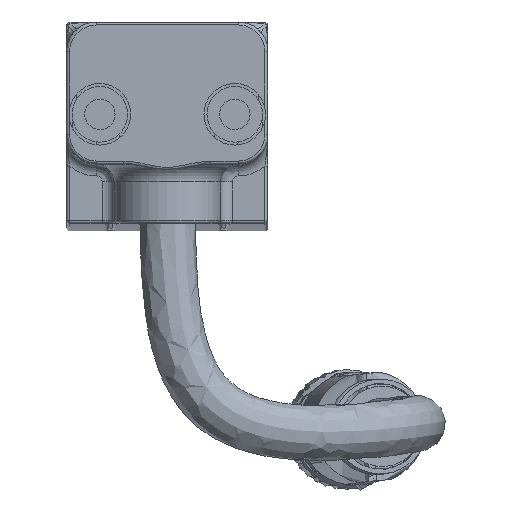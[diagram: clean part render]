
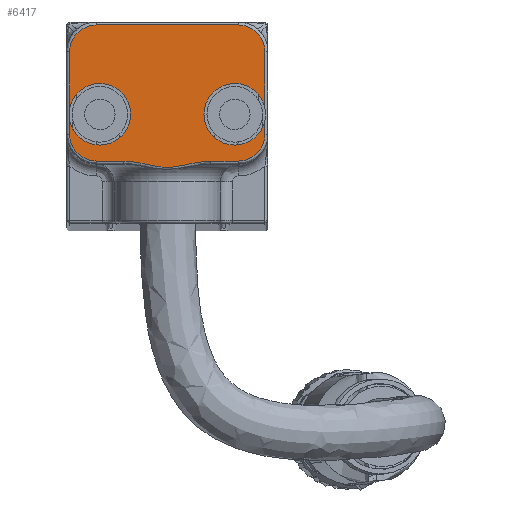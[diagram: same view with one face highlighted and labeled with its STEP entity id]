
A CAD part, top view. The second image highlights one B-rep face of the part: STEP entity #6417.
In plain terms, the highlighted planar face has unit normal (0, 0, 1).
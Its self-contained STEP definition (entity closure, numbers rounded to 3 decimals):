
#116=B_SPLINE_CURVE_WITH_KNOTS('',3,(#10017,#10018,#10019,#10020,#10021,
#10022,#10023,#10024,#10025),.UNSPECIFIED.,.F.,.F.,(4,1,1,1,1,1,4),(-0.742,
-0.583,-0.53,-0.424,-0.318,
-0.212,0.),.UNSPECIFIED.);
#457=LINE('',#9968,#924);
#458=LINE('',#10039,#925);
#460=LINE('',#10061,#927);
#462=LINE('',#10066,#929);
#463=LINE('',#10077,#930);
#465=LINE('',#10099,#932);
#467=LINE('',#10104,#934);
#924=VECTOR('',#8116,10.);
#925=VECTOR('',#8123,10.);
#927=VECTOR('',#8135,10.);
#929=VECTOR('',#8139,10.);
#930=VECTOR('',#8152,10.);
#932=VECTOR('',#8164,10.);
#934=VECTOR('',#8168,10.);
#1434=FACE_OUTER_BOUND('',#1787,.T.);
#1787=EDGE_LOOP('',(#4639,#4640,#4641,#4642,#4643,#4644,#4645,#4646,#4647,
#4648,#4649,#4650,#4651,#4652,#4653,#4654));
#2151=CIRCLE('',#6973,2.25);
#2155=CIRCLE('',#6979,2.25);
#2159=CIRCLE('',#6985,2.25);
#2163=CIRCLE('',#6991,2.25);
#2170=CIRCLE('',#7004,2.6);
#2171=CIRCLE('',#7005,2.6);
#2172=CIRCLE('',#7006,2.6);
#2173=CIRCLE('',#7007,2.6);
#2601=VERTEX_POINT('',#9961);
#2604=VERTEX_POINT('',#9966);
#2606=VERTEX_POINT('',#10015);
#2608=VERTEX_POINT('',#10037);
#2610=VERTEX_POINT('',#10043);
#2611=VERTEX_POINT('',#10048);
#2612=VERTEX_POINT('',#10049);
#2614=VERTEX_POINT('',#10064);
#2616=VERTEX_POINT('',#10069);
#2618=VERTEX_POINT('',#10075);
#2620=VERTEX_POINT('',#10081);
#2621=VERTEX_POINT('',#10086);
#2622=VERTEX_POINT('',#10087);
#2624=VERTEX_POINT('',#10102);
#2635=VERTEX_POINT('',#10159);
#2636=VERTEX_POINT('',#10162);
#3325=EDGE_CURVE('',#2604,#2601,#457,.T.);
#3327=EDGE_CURVE('',#2606,#2604,#116,.T.);
#3330=EDGE_CURVE('',#2608,#2606,#458,.T.);
#3333=EDGE_CURVE('',#2610,#2608,#2151,.T.);
#3336=EDGE_CURVE('',#2612,#2610,#460,.T.);
#3339=EDGE_CURVE('',#2614,#2611,#462,.T.);
#3341=EDGE_CURVE('',#2616,#2614,#2155,.T.);
#3344=EDGE_CURVE('',#2618,#2616,#463,.T.);
#3347=EDGE_CURVE('',#2620,#2618,#2159,.T.);
#3350=EDGE_CURVE('',#2622,#2620,#465,.T.);
#3353=EDGE_CURVE('',#2624,#2621,#467,.T.);
#3355=EDGE_CURVE('',#2601,#2624,#2163,.T.);
#3372=EDGE_CURVE('',#2635,#2622,#2170,.T.);
#3373=EDGE_CURVE('',#2621,#2635,#2171,.T.);
#3374=EDGE_CURVE('',#2636,#2612,#2172,.T.);
#3375=EDGE_CURVE('',#2611,#2636,#2173,.T.);
#4639=ORIENTED_EDGE('',*,*,#3339,.F.);
#4640=ORIENTED_EDGE('',*,*,#3341,.F.);
#4641=ORIENTED_EDGE('',*,*,#3344,.F.);
#4642=ORIENTED_EDGE('',*,*,#3347,.F.);
#4643=ORIENTED_EDGE('',*,*,#3350,.F.);
#4644=ORIENTED_EDGE('',*,*,#3372,.F.);
#4645=ORIENTED_EDGE('',*,*,#3373,.F.);
#4646=ORIENTED_EDGE('',*,*,#3353,.F.);
#4647=ORIENTED_EDGE('',*,*,#3355,.F.);
#4648=ORIENTED_EDGE('',*,*,#3325,.F.);
#4649=ORIENTED_EDGE('',*,*,#3327,.F.);
#4650=ORIENTED_EDGE('',*,*,#3330,.F.);
#4651=ORIENTED_EDGE('',*,*,#3333,.F.);
#4652=ORIENTED_EDGE('',*,*,#3336,.F.);
#4653=ORIENTED_EDGE('',*,*,#3374,.F.);
#4654=ORIENTED_EDGE('',*,*,#3375,.F.);
#5848=PLANE('',#7003);
#6417=ADVANCED_FACE('',(#1434),#5848,.T.);
#6973=AXIS2_PLACEMENT_3D('',#10045,#8129,#8130);
#6979=AXIS2_PLACEMENT_3D('',#10071,#8144,#8145);
#6985=AXIS2_PLACEMENT_3D('',#10083,#8158,#8159);
#6991=AXIS2_PLACEMENT_3D('',#10107,#8173,#8174);
#7003=AXIS2_PLACEMENT_3D('',#10158,#8204,#8205);
#7004=AXIS2_PLACEMENT_3D('',#10160,#8206,#8207);
#7005=AXIS2_PLACEMENT_3D('',#10161,#8208,#8209);
#7006=AXIS2_PLACEMENT_3D('',#10163,#8210,#8211);
#7007=AXIS2_PLACEMENT_3D('',#10164,#8212,#8213);
#8116=DIRECTION('',(-1.,0.,0.));
#8123=DIRECTION('',(-1.,0.,0.));
#8129=DIRECTION('center_axis',(0.,0.,
-1.));
#8130=DIRECTION('ref_axis',(0.707,-0.707,0.));
#8135=DIRECTION('',(0.,-1.,0.));
#8139=DIRECTION('',(0.,-1.,0.));
#8144=DIRECTION('center_axis',(0.,0.,
-1.));
#8145=DIRECTION('ref_axis',(0.707,0.707,0.));
#8152=DIRECTION('',(1.,0.,0.));
#8158=DIRECTION('center_axis',(0.,0.,
-1.));
#8159=DIRECTION('ref_axis',(-0.707,0.707,0.));
#8164=DIRECTION('',(0.,1.,0.));
#8168=DIRECTION('',(0.,1.,0.));
#8173=DIRECTION('center_axis',(0.,0.,
-1.));
#8174=DIRECTION('ref_axis',(-0.707,-0.707,0.));
#8204=DIRECTION('center_axis',(0.,0.,
1.));
#8205=DIRECTION('ref_axis',(0.,1.,0.));
#8206=DIRECTION('center_axis',(0.,0.,
1.));
#8207=DIRECTION('ref_axis',(0.,-1.,0.));
#8208=DIRECTION('center_axis',(0.,0.,
1.));
#8209=DIRECTION('ref_axis',(0.,-1.,0.));
#8210=DIRECTION('center_axis',(0.,0.,
1.));
#8211=DIRECTION('ref_axis',(0.,-1.,0.));
#8212=DIRECTION('center_axis',(0.,0.,
1.));
#8213=DIRECTION('ref_axis',(0.,-1.,0.));
#9961=CARTESIAN_POINT('',(2.5,5.25,0.));
#9966=CARTESIAN_POINT('',(4.834,5.25,0.));
#9968=CARTESIAN_POINT('',(10.75,5.25,0.));
#10015=CARTESIAN_POINT('',(12.166,5.25,0.));
#10017=CARTESIAN_POINT('Ctrl Pts',(12.166,5.25,0.));
#10018=CARTESIAN_POINT('Ctrl Pts',(11.636,5.25,0.));
#10019=CARTESIAN_POINT('Ctrl Pts',(10.935,5.13,0.));
#10020=CARTESIAN_POINT('Ctrl Pts',(9.901,4.9,0.));
#10021=CARTESIAN_POINT('Ctrl Pts',(9.034,4.717,0.));
#10022=CARTESIAN_POINT('Ctrl Pts',(7.965,4.716,0.));
#10023=CARTESIAN_POINT('Ctrl Pts',(6.581,5.009,0.));
#10024=CARTESIAN_POINT('Ctrl Pts',(5.541,5.25,0.));
#10025=CARTESIAN_POINT('Ctrl Pts',(4.834,5.25,0.));
#10037=CARTESIAN_POINT('',(14.5,5.25,0.));
#10039=CARTESIAN_POINT('',(10.75,5.25,0.));
#10043=CARTESIAN_POINT('',(16.75,7.5,0.));
#10045=CARTESIAN_POINT('Origin',(14.5,7.5,0.));
#10048=CARTESIAN_POINT('',(16.75,9.707,0.));
#10049=CARTESIAN_POINT('',(16.75,8.693,0.));
#10061=CARTESIAN_POINT('',(16.75,4.25,0.));
#10064=CARTESIAN_POINT('',(16.75,14.5,0.));
#10066=CARTESIAN_POINT('',(16.75,4.25,0.));
#10069=CARTESIAN_POINT('',(14.5,16.75,0.));
#10071=CARTESIAN_POINT('Origin',(14.5,14.5,0.));
#10075=CARTESIAN_POINT('',(2.5,16.75,0.));
#10077=CARTESIAN_POINT('',(12.75,16.75,0.));
#10081=CARTESIAN_POINT('',(0.25,14.5,0.));
#10083=CARTESIAN_POINT('Origin',(2.5,14.5,0.));
#10086=CARTESIAN_POINT('',(0.25,8.693,0.));
#10087=CARTESIAN_POINT('',(0.25,9.707,0.));
#10099=CARTESIAN_POINT('',(0.25,12.75,0.));
#10102=CARTESIAN_POINT('',(0.25,7.5,0.));
#10104=CARTESIAN_POINT('',(0.25,12.75,0.));
#10107=CARTESIAN_POINT('Origin',(2.5,7.5,0.));
#10158=CARTESIAN_POINT('Origin',(8.5,8.5,0.));
#10159=CARTESIAN_POINT('',(2.8,11.8,0.));
#10160=CARTESIAN_POINT('Origin',(2.8,9.2,0.));
#10161=CARTESIAN_POINT('Origin',(2.8,9.2,0.));
#10162=CARTESIAN_POINT('',(14.2,11.8,0.));
#10163=CARTESIAN_POINT('Origin',(14.2,9.2,0.));
#10164=CARTESIAN_POINT('Origin',(14.2,9.2,0.));
